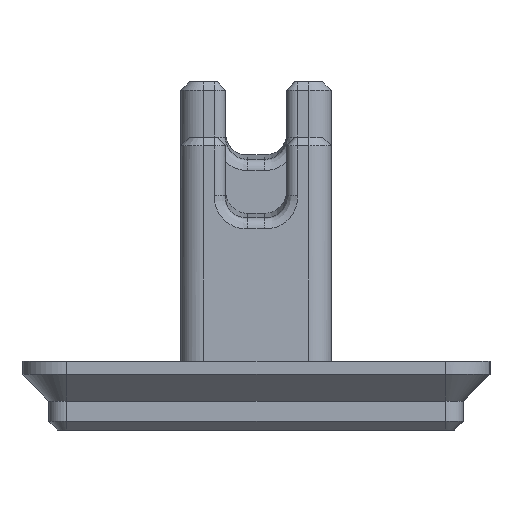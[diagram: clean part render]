
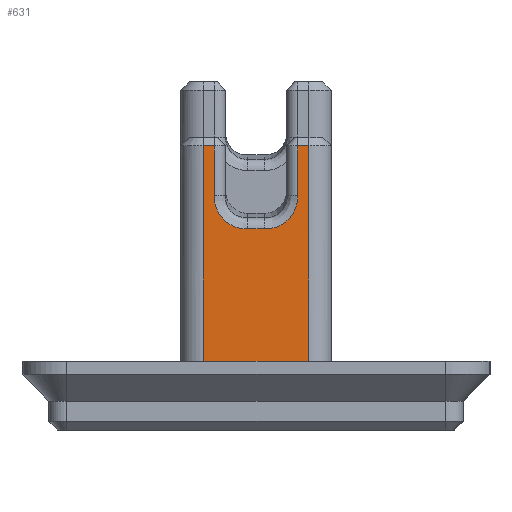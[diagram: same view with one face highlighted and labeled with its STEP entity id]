
A CAD part, front view. The second image highlights one B-rep face of the part: STEP entity #631.
In plain terms, the highlighted free-form (B-spline) face has degree [1, 1] with [2, 2] control points.
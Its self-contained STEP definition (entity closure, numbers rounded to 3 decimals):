
#287 = VERTEX_POINT('',#288);
#288 = CARTESIAN_POINT('',(255.517,86.695,
    18.652));
#294 = EDGE_CURVE('',#287,#295,#297,.T.);
#295 = VERTEX_POINT('',#296);
#296 = CARTESIAN_POINT('',(268.686,86.695,
    18.652));
#297 = B_SPLINE_CURVE_WITH_KNOTS('',1,(#298,#299),.UNSPECIFIED.,.F.,.F.,
  (2,2),(-1.873,7.623),.PIECEWISE_BEZIER_KNOTS.);
#298 = CARTESIAN_POINT('',(255.517,86.695,
    18.652));
#299 = CARTESIAN_POINT('',(268.686,86.695,
    18.652));
#393 = VERTEX_POINT('',#394);
#394 = CARTESIAN_POINT('',(267.301,86.695,
    45.417));
#424 = VERTEX_POINT('',#425);
#425 = CARTESIAN_POINT('',(268.686,86.695,
    45.417));
#438 = EDGE_CURVE('',#393,#424,#439,.T.);
#439 = B_SPLINE_CURVE_WITH_KNOTS('',1,(#440,#441),.UNSPECIFIED.,.F.,.F.,
  (2,2),(6.625,7.623),.PIECEWISE_BEZIER_KNOTS.);
#440 = CARTESIAN_POINT('',(267.301,86.695,
    45.417));
#441 = CARTESIAN_POINT('',(268.686,86.695,
    45.417));
#619 = EDGE_CURVE('',#424,#295,#620,.T.);
#620 = B_SPLINE_CURVE_WITH_KNOTS('',1,(#621,#622),.UNSPECIFIED.,.F.,.F.,
  (2,2),(0.75,20.05),.PIECEWISE_BEZIER_KNOTS.);
#621 = CARTESIAN_POINT('',(268.686,86.695,
    45.417));
#622 = CARTESIAN_POINT('',(268.686,86.695,
    18.652));
#631 = ADVANCED_FACE('',(#632),#740,.T.);
#632 = FACE_BOUND('',#633,.T.);
#633 = EDGE_LOOP('',(#634,#635,#642,#677,#684,#719,#726,#733,#738,#739)
  );
#634 = ORIENTED_EDGE('',*,*,#438,.F.);
#635 = ORIENTED_EDGE('',*,*,#636,.F.);
#636 = EDGE_CURVE('',#637,#393,#639,.T.);
#637 = VERTEX_POINT('',#638);
#638 = CARTESIAN_POINT('',(267.301,86.695,
    39.249));
#639 = B_SPLINE_CURVE_WITH_KNOTS('',1,(#640,#641),.UNSPECIFIED.,.F.,.F.,
  (2,2),(9.577,14.025),.PIECEWISE_BEZIER_KNOTS.);
#640 = CARTESIAN_POINT('',(267.301,86.695,
    39.249));
#641 = CARTESIAN_POINT('',(267.301,86.695,
    45.417));
#642 = ORIENTED_EDGE('',*,*,#643,.F.);
#643 = EDGE_CURVE('',#644,#637,#646,.T.);
#644 = VERTEX_POINT('',#645);
#645 = CARTESIAN_POINT('',(263.137,86.695,
    35.084));
#646 = B_SPLINE_CURVE_WITH_KNOTS('',3,(#647,#648,#649,#650,#651,#652,
    #653,#654,#655,#656,#657,#658,#659,#660,#661,#662,#663,#664,#665,
    #666,#667,#668,#669,#670,#671,#672,#673,#674,#675,#676),
  .UNSPECIFIED.,.F.,.F.,(4,2,2,2,2,2,2,2,2,2,2,2,2,2,4),(
    0.003,0.003,0.003,
    0.058,0.089,0.119,0.179,
    0.237,0.296,0.356,0.386,
    0.417,0.472,0.472,0.477),
  .UNSPECIFIED.);
#647 = CARTESIAN_POINT('',(263.137,86.695,
    35.084));
#648 = CARTESIAN_POINT('',(263.138,86.695,
    35.084));
#649 = CARTESIAN_POINT('',(263.138,86.695,
    35.084));
#650 = CARTESIAN_POINT('',(263.141,86.695,
    35.084));
#651 = CARTESIAN_POINT('',(263.143,86.695,
    35.084));
#652 = CARTESIAN_POINT('',(263.396,86.695,
    35.084));
#653 = CARTESIAN_POINT('',(263.648,86.695,
    35.1));
#654 = CARTESIAN_POINT('',(264.038,86.695,
    35.159));
#655 = CARTESIAN_POINT('',(264.179,86.695,
    35.188));
#656 = CARTESIAN_POINT('',(264.455,86.695,
    35.259));
#657 = CARTESIAN_POINT('',(264.591,86.695,
    35.302));
#658 = CARTESIAN_POINT('',(264.985,86.695,
    35.449));
#659 = CARTESIAN_POINT('',(265.236,86.695,
    35.575));
#660 = CARTESIAN_POINT('',(265.697,86.695,
    35.871));
#661 = CARTESIAN_POINT('',(265.91,86.695,
    36.041));
#662 = CARTESIAN_POINT('',(266.299,86.695,
    36.424));
#663 = CARTESIAN_POINT('',(266.473,86.695,
    36.636));
#664 = CARTESIAN_POINT('',(266.775,86.695,
    37.093));
#665 = CARTESIAN_POINT('',(266.904,86.695,
    37.341));
#666 = CARTESIAN_POINT('',(267.059,86.695,
    37.734));
#667 = CARTESIAN_POINT('',(267.104,86.695,
    37.87));
#668 = CARTESIAN_POINT('',(267.18,86.695,
    38.146));
#669 = CARTESIAN_POINT('',(267.212,86.695,
    38.287));
#670 = CARTESIAN_POINT('',(267.278,86.695,38.678
    ));
#671 = CARTESIAN_POINT('',(267.298,86.695,38.931
    ));
#672 = CARTESIAN_POINT('',(267.301,86.695,
    39.185));
#673 = CARTESIAN_POINT('',(267.301,86.695,
    39.186));
#674 = CARTESIAN_POINT('',(267.301,86.695,
    39.208));
#675 = CARTESIAN_POINT('',(267.301,86.695,
    39.229));
#676 = CARTESIAN_POINT('',(267.301,86.695,
    39.249));
#677 = ORIENTED_EDGE('',*,*,#678,.F.);
#678 = EDGE_CURVE('',#679,#644,#681,.T.);
#679 = VERTEX_POINT('',#680);
#680 = CARTESIAN_POINT('',(261.061,86.695,
    35.084));
#681 = B_SPLINE_CURVE_WITH_KNOTS('',1,(#682,#683),.UNSPECIFIED.,.F.,.F.,
  (2,2),(0.86,2.357),.PIECEWISE_BEZIER_KNOTS.);
#682 = CARTESIAN_POINT('',(261.061,86.695,
    35.084));
#683 = CARTESIAN_POINT('',(263.137,86.695,
    35.084));
#684 = ORIENTED_EDGE('',*,*,#685,.F.);
#685 = EDGE_CURVE('',#686,#679,#688,.T.);
#686 = VERTEX_POINT('',#687);
#687 = CARTESIAN_POINT('',(256.901,86.695,
    39.255));
#688 = B_SPLINE_CURVE_WITH_KNOTS('',3,(#689,#690,#691,#692,#693,#694,
    #695,#696,#697,#698,#699,#700,#701,#702,#703,#704,#705,#706,#707,
    #708,#709,#710,#711,#712,#713,#714,#715,#716,#717,#718),
  .UNSPECIFIED.,.F.,.F.,(4,2,2,2,2,2,2,2,2,2,2,2,2,2,4),(0.,
    0.,0.005,0.005,
    0.059,0.121,0.181,0.24,
    0.298,0.358,0.388,0.419,
    0.45,0.474,0.474),.UNSPECIFIED.);
#689 = CARTESIAN_POINT('',(256.901,86.695,
    39.255));
#690 = CARTESIAN_POINT('',(256.901,86.695,
    39.255));
#691 = CARTESIAN_POINT('',(256.901,86.695,
    39.254));
#692 = CARTESIAN_POINT('',(256.901,86.695,
    39.232));
#693 = CARTESIAN_POINT('',(256.901,86.695,
    39.21));
#694 = CARTESIAN_POINT('',(256.901,86.695,
    39.187));
#695 = CARTESIAN_POINT('',(256.901,86.695,
    39.186));
#696 = CARTESIAN_POINT('',(256.904,86.695,
    38.934));
#697 = CARTESIAN_POINT('',(256.923,86.695,
    38.683));
#698 = CARTESIAN_POINT('',(257.01,86.695,
    38.154));
#699 = CARTESIAN_POINT('',(257.085,86.695,
    37.874));
#700 = CARTESIAN_POINT('',(257.29,86.695,
    37.348));
#701 = CARTESIAN_POINT('',(257.419,86.695,
    37.098));
#702 = CARTESIAN_POINT('',(257.726,86.695,
    36.636));
#703 = CARTESIAN_POINT('',(257.901,86.695,
    36.425));
#704 = CARTESIAN_POINT('',(258.287,86.695,
    36.047));
#705 = CARTESIAN_POINT('',(258.501,86.695,
    35.877));
#706 = CARTESIAN_POINT('',(258.965,86.695,
    35.58));
#707 = CARTESIAN_POINT('',(259.214,86.695,
    35.455));
#708 = CARTESIAN_POINT('',(259.604,86.695,
    35.308));
#709 = CARTESIAN_POINT('',(259.739,86.695,
    35.265));
#710 = CARTESIAN_POINT('',(260.016,86.695,
    35.192));
#711 = CARTESIAN_POINT('',(260.156,86.695,
    35.163));
#712 = CARTESIAN_POINT('',(260.441,86.695,
    35.118));
#713 = CARTESIAN_POINT('',(260.584,86.695,
    35.103));
#714 = CARTESIAN_POINT('',(260.837,86.695,
    35.087));
#715 = CARTESIAN_POINT('',(260.947,86.695,
    35.084));
#716 = CARTESIAN_POINT('',(261.059,86.695,
    35.084));
#717 = CARTESIAN_POINT('',(261.06,86.695,
    35.084));
#718 = CARTESIAN_POINT('',(261.061,86.695,
    35.084));
#719 = ORIENTED_EDGE('',*,*,#720,.F.);
#720 = EDGE_CURVE('',#721,#686,#723,.T.);
#721 = VERTEX_POINT('',#722);
#722 = CARTESIAN_POINT('',(256.901,86.695,
    45.417));
#723 = B_SPLINE_CURVE_WITH_KNOTS('',1,(#724,#725),.UNSPECIFIED.,.F.,.F.,
  (2,2),(-14.025,-9.582),.PIECEWISE_BEZIER_KNOTS.);
#724 = CARTESIAN_POINT('',(256.901,86.695,
    45.417));
#725 = CARTESIAN_POINT('',(256.901,86.695,
    39.255));
#726 = ORIENTED_EDGE('',*,*,#727,.F.);
#727 = EDGE_CURVE('',#728,#721,#730,.T.);
#728 = VERTEX_POINT('',#729);
#729 = CARTESIAN_POINT('',(255.517,86.695,
    45.417));
#730 = B_SPLINE_CURVE_WITH_KNOTS('',1,(#731,#732),.UNSPECIFIED.,.F.,.F.,
  (2,2),(-1.873,-0.875),.PIECEWISE_BEZIER_KNOTS.);
#731 = CARTESIAN_POINT('',(255.517,86.695,
    45.417));
#732 = CARTESIAN_POINT('',(256.901,86.695,
    45.417));
#733 = ORIENTED_EDGE('',*,*,#734,.T.);
#734 = EDGE_CURVE('',#728,#287,#735,.T.);
#735 = B_SPLINE_CURVE_WITH_KNOTS('',1,(#736,#737),.UNSPECIFIED.,.F.,.F.,
  (2,2),(0.75,20.05),.PIECEWISE_BEZIER_KNOTS.);
#736 = CARTESIAN_POINT('',(255.517,86.695,
    45.417));
#737 = CARTESIAN_POINT('',(255.517,86.695,
    18.652));
#738 = ORIENTED_EDGE('',*,*,#294,.T.);
#739 = ORIENTED_EDGE('',*,*,#619,.F.);
#740 = B_SPLINE_SURFACE_WITH_KNOTS('',1,1,(
    (#741,#742)
    ,(#743,#744
    )),.UNSPECIFIED.,.F.,.F.,.F.,(2,2),(2,2),(3.,22.3
    ),(-10.498,-1.002),.PIECEWISE_BEZIER_KNOTS.);
#741 = CARTESIAN_POINT('',(268.686,86.695,
    18.652));
#742 = CARTESIAN_POINT('',(255.517,86.695,
    18.652));
#743 = CARTESIAN_POINT('',(268.686,86.695,
    45.417));
#744 = CARTESIAN_POINT('',(255.517,86.695,
    45.417));
